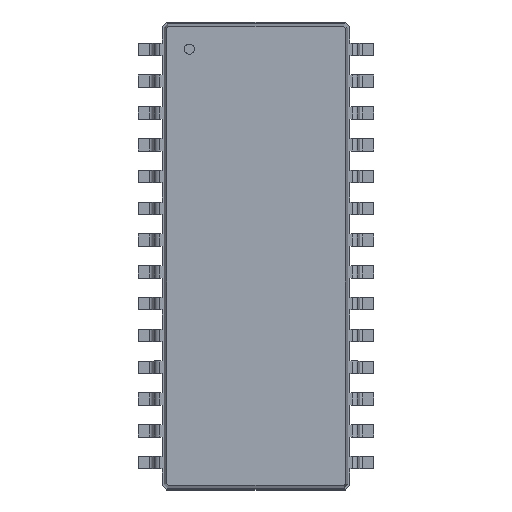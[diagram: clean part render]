
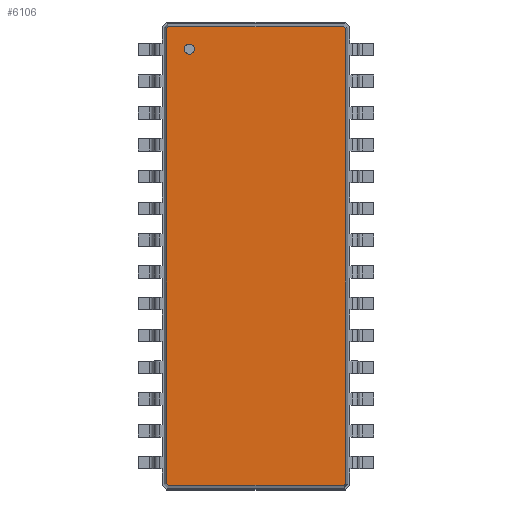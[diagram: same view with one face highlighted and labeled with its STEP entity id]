
A CAD part, top view. The second image highlights one B-rep face of the part: STEP entity #6106.
In plain terms, the highlighted planar face has unit normal (0, 0, 1).
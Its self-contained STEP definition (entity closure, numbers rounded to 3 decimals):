
#13=DIRECTION('',(0.,0.,1.));
#27=VECTOR('',#28,1.);
#28=DIRECTION('',(1.,0.,0.));
#51=VECTOR('',#52,1.);
#52=DIRECTION('',(0.707,-0.707,0.));
#58=VECTOR('',#59,1.);
#59=DIRECTION('',(0.,-1.,0.));
#65=VECTOR('',#66,1.);
#66=DIRECTION('',(-0.707,-0.707,0.));
#72=VECTOR('',#73,1.);
#73=DIRECTION('',(-1.,0.,0.));
#79=VECTOR('',#80,1.);
#80=DIRECTION('',(-0.707,0.707,0.));
#86=VECTOR('',#87,1.);
#87=DIRECTION('',(0.,1.,0.));
#91=VECTOR('',#92,1.);
#92=DIRECTION('',(0.707,0.707,0.));
#1813=VERTEX_POINT('',#1814);
#1814=CARTESIAN_POINT('',(-3.564,9.082,1.6));
#1816=ORIENTED_EDGE('',*,*,#1817,.F.);
#1817=EDGE_CURVE('',#1818,#1813,#1820,.T.);
#1818=VERTEX_POINT('',#1819);
#1819=CARTESIAN_POINT('',(-3.564,-9.082,1.6));
#1820=LINE('',#1819,#86);
#1831=VERTEX_POINT('',#1832);
#1832=CARTESIAN_POINT('',(-3.482,9.164,1.6));
#1834=ORIENTED_EDGE('',*,*,#1835,.F.);
#1835=EDGE_CURVE('',#1813,#1831,#1836,.T.);
#1836=LINE('',#1814,#91);
#1845=VERTEX_POINT('',#1846);
#1846=CARTESIAN_POINT('',(3.482,9.164,1.6));
#1848=ORIENTED_EDGE('',*,*,#1849,.F.);
#1849=EDGE_CURVE('',#1831,#1845,#1850,.T.);
#1850=LINE('',#1832,#27);
#1859=VERTEX_POINT('',#1860);
#1860=CARTESIAN_POINT('',(3.564,9.082,1.6));
#1862=ORIENTED_EDGE('',*,*,#1863,.F.);
#1863=EDGE_CURVE('',#1845,#1859,#1864,.T.);
#1864=LINE('',#1846,#51);
#1985=VERTEX_POINT('',#1986);
#1986=CARTESIAN_POINT('',(3.564,-9.082,1.6));
#1988=ORIENTED_EDGE('',*,*,#1989,.F.);
#1989=EDGE_CURVE('',#1859,#1985,#1990,.T.);
#1990=LINE('',#1860,#58);
#6106=ADVANCED_FACE('',(#6107,#6122),#6132,.T.);
#6107=FACE_BOUND('',#6108,.T.);
#6108=EDGE_LOOP('',(#1848,#1834,#1816,#6109,#6114,#6119,#1988,#1862));
#6109=ORIENTED_EDGE('',*,*,#6110,.F.);
#6110=EDGE_CURVE('',#6111,#1818,#6113,.T.);
#6111=VERTEX_POINT('',#6112);
#6112=CARTESIAN_POINT('',(-3.482,-9.164,1.6));
#6113=LINE('',#6112,#79);
#6114=ORIENTED_EDGE('',*,*,#6115,.F.);
#6115=EDGE_CURVE('',#6116,#6111,#6118,.T.);
#6116=VERTEX_POINT('',#6117);
#6117=CARTESIAN_POINT('',(3.482,-9.164,1.6));
#6118=LINE('',#6117,#72);
#6119=ORIENTED_EDGE('',*,*,#6120,.F.);
#6120=EDGE_CURVE('',#1985,#6116,#6121,.T.);
#6121=LINE('',#1986,#65);
#6122=FACE_BOUND('',#6123,.T.);
#6123=EDGE_LOOP('',(#6124));
#6124=ORIENTED_EDGE('',*,*,#6125,.T.);
#6125=EDGE_CURVE('',#6126,#6126,#6128,.T.);
#6126=VERTEX_POINT('',#6127);
#6127=CARTESIAN_POINT('',(-2.664,8.064,1.6));
#6128=CIRCLE('',#6129,0.2);
#6129=AXIS2_PLACEMENT_3D('',#6130,#6131,#59);
#6130=CARTESIAN_POINT('',(-2.664,8.264,1.6));
#6131=DIRECTION('',(0.,-0.,-1.));
#6132=PLANE('',#6133);
#6133=AXIS2_PLACEMENT_3D('',#1832,#13,#6134);
#6134=DIRECTION('',(0.355,-0.935,0.));
